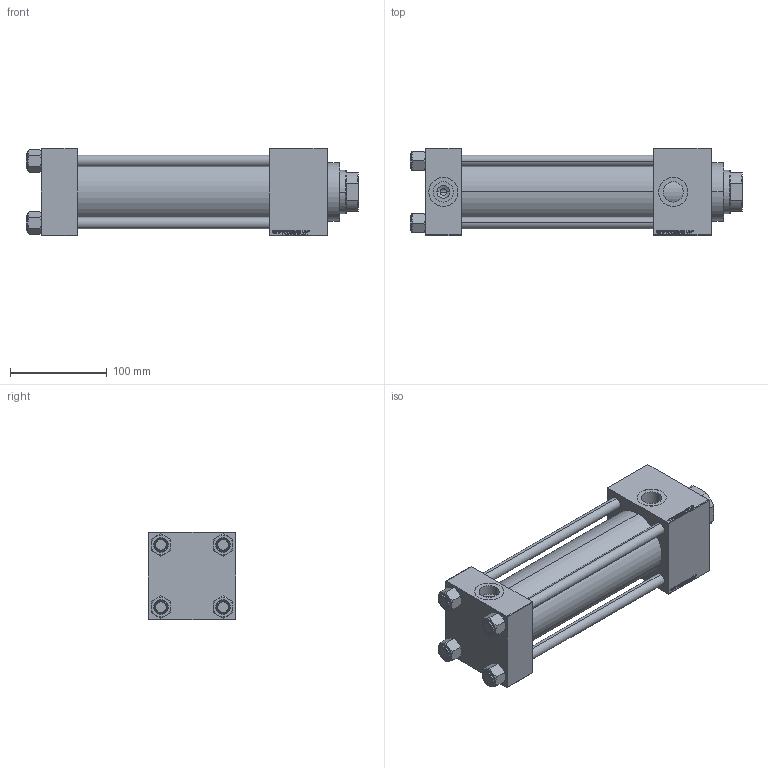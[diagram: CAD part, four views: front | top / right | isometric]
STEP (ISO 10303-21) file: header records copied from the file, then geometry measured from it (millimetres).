
FILE_DESCRIPTION (( 'STEP AP203' ), '1' );
FILE_NAME ('cb12.STEP', '2025-02-12T10:13:22', ( '' ), ( '' ), 'SwSTEP 2.0', 'SolidWorks 2019', '' );
FILE_SCHEMA (( 'CONFIG_CONTROL_DESIGN' ));
Length unit declared in the file: millimetre
Products named in the file (6): V215CR_VCP_C 0d1a2e0860ca975c91b477f2fd87328b; V215_VC_A 0d1a2e0860ca975c91b477f2fd87328b; NUT_M5_C 0d1a2e0860ca975c91b477f2fd87328b; cb12; V215CR_C_TYCINKA 0d1a2e0860ca975c91b477f2fd87328b; V215CR_C_Body 0d1a2e0860ca975c91b477f2fd87328b
Assembly tree (11 placements, depth 2):
  cb12
    V215CR_C_Body 0d1a2e0860ca975c91b477f2fd87328b
    V215CR_VCP_C 0d1a2e0860ca975c91b477f2fd87328b
    NUT_M5_C 0d1a2e0860ca975c91b477f2fd87328b  x4
    V215CR_C_TYCINKA 0d1a2e0860ca975c91b477f2fd87328b  x4
    V215_VC_A 0d1a2e0860ca975c91b477f2fd87328b
Bounding box: 343 x 90 x 90 mm (x, y, z)
Volume: 1371045.1 mm3; surface area: 288890.3 mm2
Topology: 11 solids, 11 shells, 1145 faces, 2871 edges, 1863 vertices
Faces by surface type: plane 525, bspline 392, cone 136, cylinder 84, torus 8
Entity records: 50155 total; most frequent: CARTESIAN_POINT 27110, ORIENTED_EDGE 5234, DIRECTION 3285, EDGE_CURVE 2617, VERTEX_POINT 1719, VECTOR 1589, LINE 1589, EDGE_LOOP 1152
